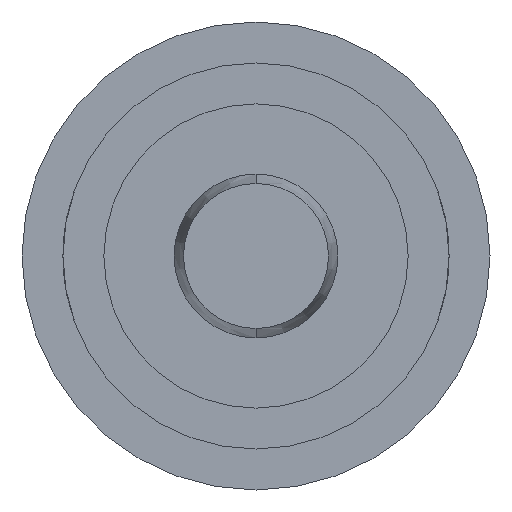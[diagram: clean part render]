
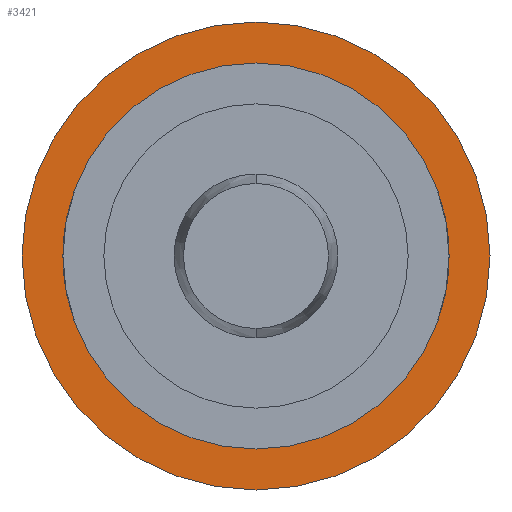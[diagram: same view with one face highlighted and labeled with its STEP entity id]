
A CAD part, front view. The second image highlights one B-rep face of the part: STEP entity #3421.
In plain terms, the highlighted planar face has unit normal (0, -1, 0).
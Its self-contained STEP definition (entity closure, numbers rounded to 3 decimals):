
#126 = EDGE_LOOP ( 'NONE', ( #1374, #4328 ) ) ;
#225 = DIRECTION ( 'NONE',  ( 0., 1., 0. ) ) ;
#556 = CARTESIAN_POINT ( 'NONE',  ( 0., 28., 1. ) ) ;
#697 = CARTESIAN_POINT ( 'NONE',  ( 0., 28., -0.825 ) ) ;
#734 = CARTESIAN_POINT ( 'NONE',  ( 0., 28., 0. ) ) ;
#740 = DIRECTION ( 'NONE',  ( 0., 0., 1. ) ) ;
#919 = DIRECTION ( 'NONE',  ( 0., 1., 0. ) ) ;
#1080 = DIRECTION ( 'NONE',  ( 0., 0., 1. ) ) ;
#1153 = CARTESIAN_POINT ( 'NONE',  ( 0.825, 28., 0. ) ) ;
#1246 = CIRCLE ( 'NONE', #3207, 1. ) ;
#1251 = DIRECTION ( 'NONE',  ( 0., 0., 1. ) ) ;
#1374 = ORIENTED_EDGE ( 'NONE', *, *, #3772, .F. ) ;
#1387 = VERTEX_POINT ( 'NONE', #3737 ) ;
#1428 = DIRECTION ( 'NONE',  ( 0., 0., 1. ) ) ;
#1720 = VERTEX_POINT ( 'NONE', #697 ) ;
#1891 = PLANE ( 'NONE',  #2066 ) ;
#1972 = CARTESIAN_POINT ( 'NONE',  ( 0., 28., 0.825 ) ) ;
#2025 = CARTESIAN_POINT ( 'NONE',  ( 0., 28., 0. ) ) ;
#2066 = AXIS2_PLACEMENT_3D ( 'NONE', #1153, #4031, #740 ) ;
#2189 = CIRCLE ( 'NONE', #3276, 0.825 ) ;
#2289 = VERTEX_POINT ( 'NONE', #1972 ) ;
#2820 = EDGE_CURVE ( 'Defeature ausgef�hrt4_6+Defeature ausgef�hrt4_0+Defeature ausgef�hrt4_0+Defeature ausgef�hrt4_0', #2289, #1720, #2189, .T. ) ;
#2853 = FACE_BOUND ( 'NONE', #4399, .T. ) ;
#2943 = AXIS2_PLACEMENT_3D ( 'NONE', #4712, #4730, #1428 ) ;
#3089 = ORIENTED_EDGE ( 'NONE', *, *, #3093, .T. ) ;
#3093 = EDGE_CURVE ( 'Defeature ausgef�hrt4_6+Defeature ausgef�hrt4_0+Defeature ausgef�hrt4_0+Defeature ausgef�hrt4_0', #1720, #2289, #3605, .T. ) ;
#3145 = CARTESIAN_POINT ( 'NONE',  ( 0., 28., 0. ) ) ;
#3207 = AXIS2_PLACEMENT_3D ( 'NONE', #3145, #225, #4629 ) ;
#3276 = AXIS2_PLACEMENT_3D ( 'NONE', #2025, #919, #1251 ) ;
#3289 = DIRECTION ( 'NONE',  ( 0., 1., 0. ) ) ;
#3421 = ADVANCED_FACE ( 'Defeature ausgef�hrt4_6', ( #4027, #2853 ), #1891, .F. ) ;
#3529 = EDGE_CURVE ( 'Defeature ausgef�hrt4_7+Defeature ausgef�hrt4_6+Defeature ausgef�hrt4_6+Defeature ausgef�hrt4_6', #1387, #4610, #1246, .T. ) ;
#3605 = CIRCLE ( 'NONE', #2943, 0.825 ) ;
#3695 = AXIS2_PLACEMENT_3D ( 'NONE', #734, #3289, #1080 ) ;
#3737 = CARTESIAN_POINT ( 'NONE',  ( 0., 28., -1. ) ) ;
#3772 = EDGE_CURVE ( 'Defeature ausgef�hrt4_7+Defeature ausgef�hrt4_6+Defeature ausgef�hrt4_6+Defeature ausgef�hrt4_6', #4610, #1387, #4146, .T. ) ;
#4027 = FACE_OUTER_BOUND ( 'NONE', #126, .T. ) ;
#4031 = DIRECTION ( 'NONE',  ( 0., 1., 0. ) ) ;
#4146 = CIRCLE ( 'NONE', #3695, 1. ) ;
#4328 = ORIENTED_EDGE ( 'NONE', *, *, #3529, .F. ) ;
#4399 = EDGE_LOOP ( 'NONE', ( #3089, #4561 ) ) ;
#4561 = ORIENTED_EDGE ( 'NONE', *, *, #2820, .T. ) ;
#4610 = VERTEX_POINT ( 'NONE', #556 ) ;
#4629 = DIRECTION ( 'NONE',  ( 0., 0., 1. ) ) ;
#4712 = CARTESIAN_POINT ( 'NONE',  ( 0., 28., 0. ) ) ;
#4730 = DIRECTION ( 'NONE',  ( 0., 1., 0. ) ) ;
